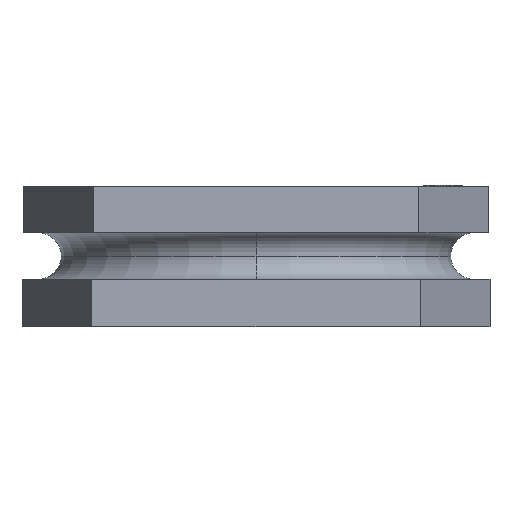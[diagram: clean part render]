
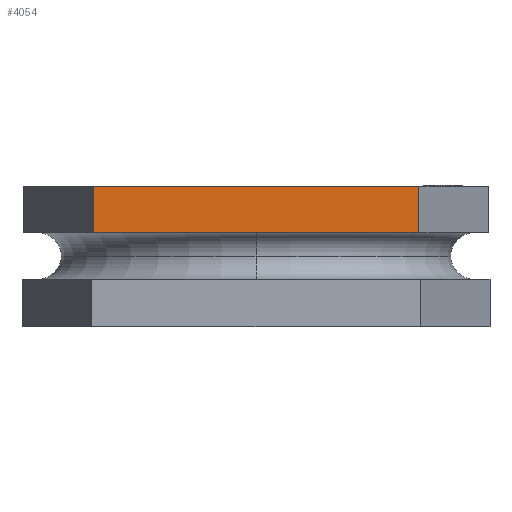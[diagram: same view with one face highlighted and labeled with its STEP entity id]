
A CAD part, left-side view. The second image highlights one B-rep face of the part: STEP entity #4054.
In plain terms, the highlighted planar face has unit normal (-1, 0, 0).
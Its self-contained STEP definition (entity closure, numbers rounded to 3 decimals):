
#1256 = PLANE ( 'NONE',  #7160 ) ;
#1418 = DIRECTION ( 'NONE',  ( 0., -1., 0. ) ) ;
#1485 = FACE_OUTER_BOUND ( 'NONE', #5030, .T. ) ;
#2253 = DIRECTION ( 'NONE',  ( 0., -1., 0. ) ) ;
#4054 = ADVANCED_FACE ( 'NONE', ( #1485 ), #1256, .F. ) ;
#4314 = VECTOR ( 'NONE', #1418, 1000. ) ;
#5018 = CARTESIAN_POINT ( 'NONE',  ( -2., -1.4, 0. ) ) ;
#5030 = EDGE_LOOP ( 'NONE', ( #8267, #12818, #14399, #9423 ) ) ;
#5122 = LINE ( 'NONE', #7407, #4314 ) ;
#5181 = VERTEX_POINT ( 'NONE', #5018 ) ;
#5870 = CARTESIAN_POINT ( 'NONE',  ( -2., 1.4, 0. ) ) ;
#5938 = EDGE_CURVE ( 'NONE', #14081, #8473, #5122, .T. ) ;
#6010 = EDGE_CURVE ( 'NONE', #5181, #8473, #8865, .T. ) ;
#6057 = DIRECTION ( 'NONE',  ( 0., 1., 0. ) ) ;
#6136 = DIRECTION ( 'NONE',  ( 1., 0., 0. ) ) ;
#6211 = EDGE_CURVE ( 'NONE', #6229, #5181, #10319, .T. ) ;
#6229 = VERTEX_POINT ( 'NONE', #5870 ) ;
#6435 = LINE ( 'NONE', #11210, #7466 ) ;
#7160 = AXIS2_PLACEMENT_3D ( 'NONE', #12184, #6136, #6057 ) ;
#7407 = CARTESIAN_POINT ( 'NONE',  ( -2., 2., 0.4 ) ) ;
#7466 = VECTOR ( 'NONE', #12173, 1000. ) ;
#8267 = ORIENTED_EDGE ( 'NONE', *, *, #6010, .T. ) ;
#8331 = VECTOR ( 'NONE', #2253, 1000. ) ;
#8473 = VERTEX_POINT ( 'NONE', #13340 ) ;
#8798 = CARTESIAN_POINT ( 'NONE',  ( -2., -1.4, -0.4 ) ) ;
#8865 = LINE ( 'NONE', #8798, #13833 ) ;
#9104 = DIRECTION ( 'NONE',  ( 0., 0., 1. ) ) ;
#9166 = CARTESIAN_POINT ( 'NONE',  ( -2., 2., 0. ) ) ;
#9423 = ORIENTED_EDGE ( 'NONE', *, *, #6211, .T. ) ;
#10313 = EDGE_CURVE ( 'NONE', #6229, #14081, #6435, .T. ) ;
#10319 = LINE ( 'NONE', #9166, #8331 ) ;
#11210 = CARTESIAN_POINT ( 'NONE',  ( -2., 1.4, -0.4 ) ) ;
#11512 = CARTESIAN_POINT ( 'NONE',  ( -2., 1.4, 0.4 ) ) ;
#12173 = DIRECTION ( 'NONE',  ( 0., 0., 1. ) ) ;
#12184 = CARTESIAN_POINT ( 'NONE',  ( -2., 2., 0.4 ) ) ;
#12818 = ORIENTED_EDGE ( 'NONE', *, *, #5938, .F. ) ;
#13340 = CARTESIAN_POINT ( 'NONE',  ( -2., -1.4, 0.4 ) ) ;
#13833 = VECTOR ( 'NONE', #9104, 1000. ) ;
#14081 = VERTEX_POINT ( 'NONE', #11512 ) ;
#14399 = ORIENTED_EDGE ( 'NONE', *, *, #10313, .F. ) ;
